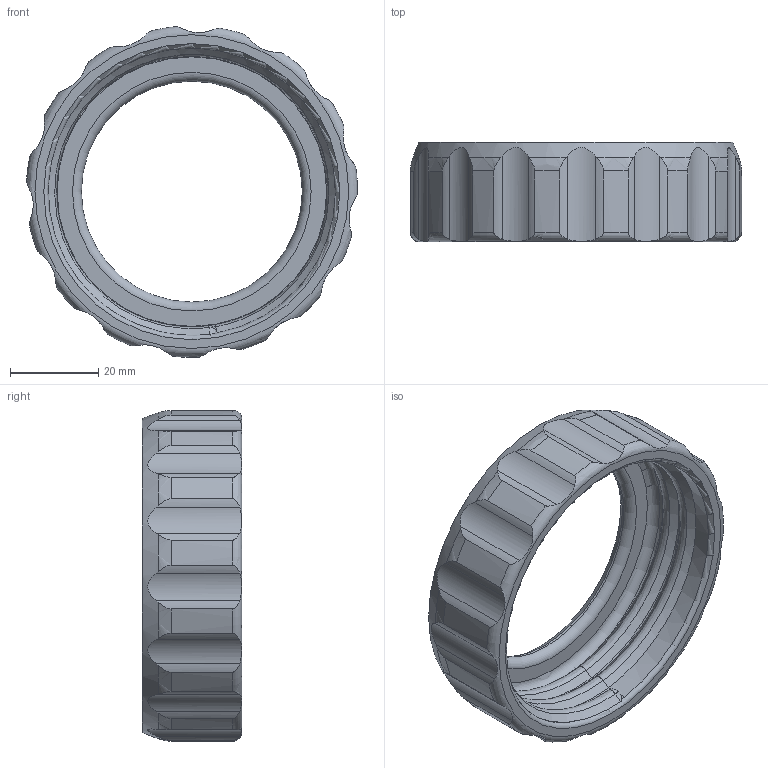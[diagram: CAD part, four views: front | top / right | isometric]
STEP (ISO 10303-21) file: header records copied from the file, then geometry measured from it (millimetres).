
FILE_DESCRIPTION(('FreeCAD Model'),'2;1');
FILE_NAME('adaptador-filtro-tampa-20200329.step','2020-03-29T22:42:50',('Author'),(''), 'Open CASCADE STEP processor 7.3','FreeCAD','Unknown');
FILE_SCHEMA(('AUTOMOTIVE_DESIGN { 1 0 10303 214 1 1 1 1 }'));
Length unit declared in the file: millimetre
Products named in the file (1): tampa001
Bounding box: 74.92 x 22.5 x 74.82 mm (x, y, z)
Volume: 28641.9 mm3; surface area: 14041.8 mm2
Topology: 1 solids, 1 shells, 105 faces, 293 edges, 191 vertices
Faces by surface type: cylinder 64, bspline 28, torus 4, plane 4, revolution 3, cone 2
Full cylindrical faces by diameter (mm): 50 x1, 65 x1
Entity records: 19703 total; most frequent: CARTESIAN_POINT 15187, B_SPLINE_CURVE_WITH_KNOTS 619, ORIENTED_EDGE 586, PCURVE 586, DEFINITIONAL_REPRESENTATION 586, DIRECTION 409, EDGE_CURVE 293, SURFACE_CURVE 286
